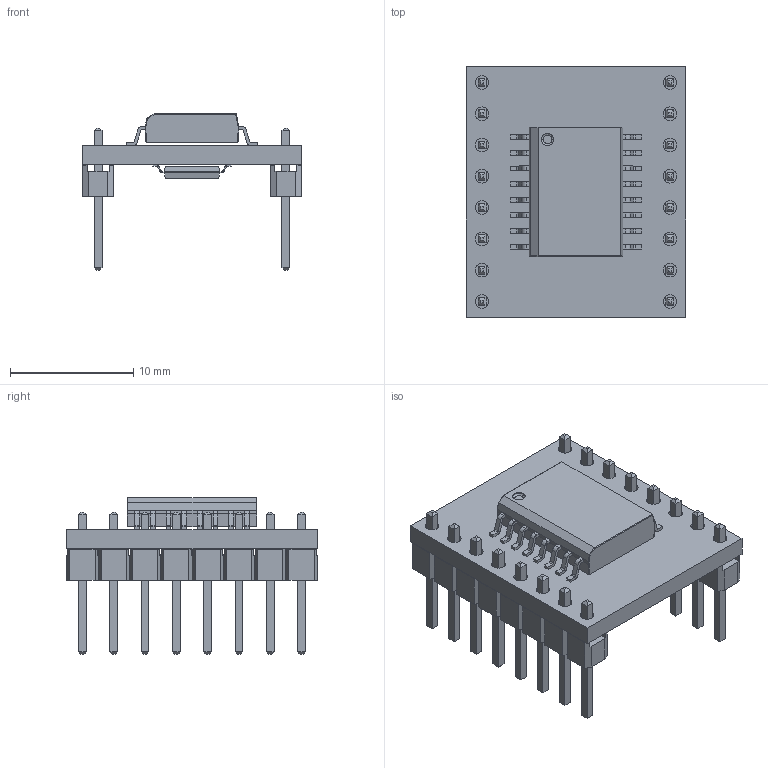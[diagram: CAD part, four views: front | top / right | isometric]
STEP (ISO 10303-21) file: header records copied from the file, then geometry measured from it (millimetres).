
FILE_DESCRIPTION(('Open CASCADE Model'),'2;1');
FILE_NAME('Open CASCADE Shape Model','2017-10-02T20:18:30',('Author'),( 'Open CASCADE'),'Open CASCADE STEP processor 6.8','Open CASCADE 6.8' ,'Unknown');
FILE_SCHEMA(('AUTOMOTIVE_DESIGN { 1 0 10303 214 1 1 1 1 }'));
Length unit declared in the file: millimetre
Products named in the file (15): PCB; Board; TSSOP16; User_Library-TSSOP-16_5_1x4_4; User_Library-TSSOP-16_5.1x4.4_pin_TSSOP_tssop_1; User_Library-TSSOP-16_5.1x4.4_body_TSSOP_TSSOP_5.1x4.5_1; SO16; User_Library-SOIC-16-300; User_Library-SOIC-16-300_SOIC_300_SOIC_10.5X7.6_1; User_Library-SOIC-16-300_pin_SOIC_SO-300_1; X2; 61300811121; 6130xx11121_PIN; X1
Assembly tree (52 placements, depth 4):
  PCB
    Board
    TSSOP16
      User_Library-TSSOP-16_5_1x4_4
        User_Library-TSSOP-16_5.1x4.4_pin_TSSOP_tssop_1  x16
        User_Library-TSSOP-16_5.1x4.4_body_TSSOP_TSSOP_5.1x4.5_1
    SO16
      User_Library-SOIC-16-300
        User_Library-SOIC-16-300_SOIC_300_SOIC_10.5X7.6_1
        User_Library-SOIC-16-300_pin_SOIC_SO-300_1  x16
    X2
      61300811121
        6130xx11121_PIN  x8
        61300811121
    X1
      61300811121
        6130xx11121_PIN  x8
        61300811121
Bounding box: 17.78 x 20.32 x 12.72 mm (x, y, z)
Volume: 1022.6 mm3; surface area: 2307.2 mm2
Topology: 53 solids, 53 shells, 975 faces, 2449 edges, 1582 vertices
Faces by surface type: plane 809, cylinder 164, bspline 2
Full cylindrical faces by diameter (mm): 1.1 x16
Entity records: 9185 total; most frequent: CARTESIAN_POINT 1421, ORIENTED_EDGE 1214, DIRECTION 1205, EDGE_CURVE 607, LINE 529, VECTOR 529, VERTEX_POINT 394, AXIS2_PLACEMENT_3D 338
